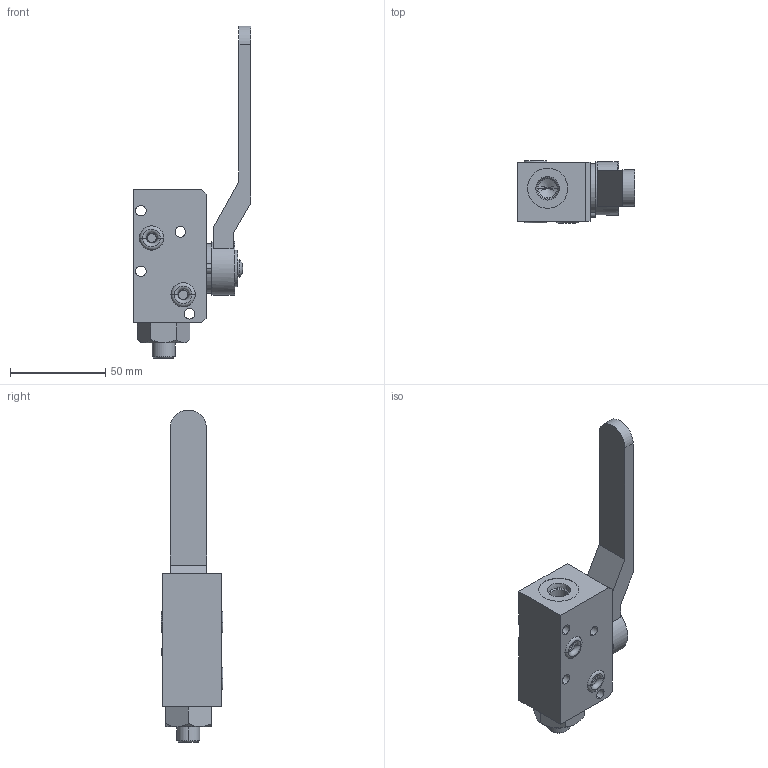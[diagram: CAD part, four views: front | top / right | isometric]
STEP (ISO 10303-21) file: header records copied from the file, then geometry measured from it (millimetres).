
FILE_DESCRIPTION((''),'2;1');
FILE_NAME('ILC70101703','2005-06-17T',('KR'),(''),'PRO/ENGINEER BY PARAMETRIC TECHNOLOGY CORPORATION, 2004290','PRO/ENGINEER BY PARAMETRIC TECHNOLOGY CORPORATION, 2004290','');
FILE_SCHEMA(('AUTOMOTIVE_DESIGN_CC2 { 1 2 10303 214 -1 1 5 2 }'));
Length unit declared in the file: inch
Products named in the file (1): ILC70101703
Bounding box: 61.42 x 32.44 x 173.86 mm (x, y, z)
Volume: 104649.3 mm3; surface area: 26924.1 mm2
Topology: 3 solids, 5 shells, 150 faces, 360 edges, 226 vertices
Faces by surface type: plane 62, cylinder 50, cone 26, torus 10, bspline 2
Entity records: 4995 total; most frequent: CARTESIAN_POINT 1004, DIRECTION 798, ORIENTED_EDGE 708, EDGE_CURVE 356, AXIS2_PLACEMENT_3D 315, VERTEX_POINT 226, EDGE_LOOP 178, VECTOR 168
